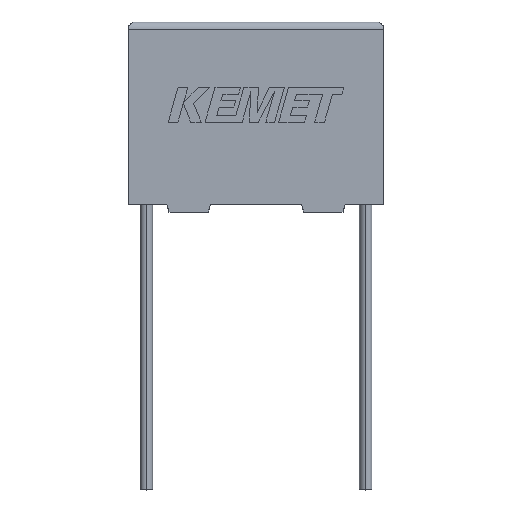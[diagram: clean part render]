
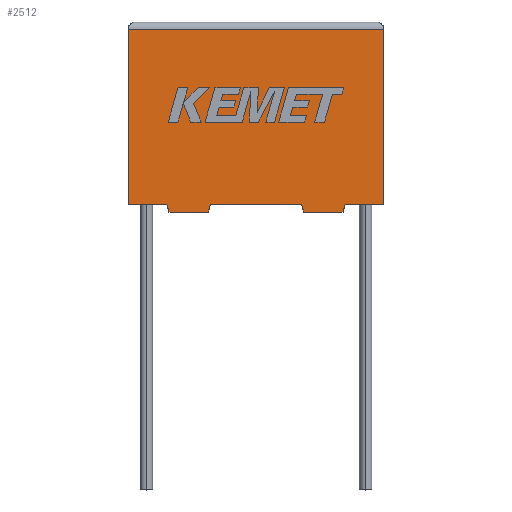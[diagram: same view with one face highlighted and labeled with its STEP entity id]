
A CAD part, top view. The second image highlights one B-rep face of the part: STEP entity #2512.
In plain terms, the highlighted planar face has unit normal (0, 0, 1).
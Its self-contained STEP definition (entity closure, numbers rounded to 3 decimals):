
#3 = VECTOR ( 'NONE', #2078, 1000. ) ;
#53 = LINE ( 'NONE', #2671, #1386 ) ;
#68 = CARTESIAN_POINT ( 'NONE',  ( 5.478, -0.5, 7. ) ) ;
#74 = DIRECTION ( 'NONE',  ( 0.287, 0.958, 0. ) ) ;
#77 = DIRECTION ( 'NONE',  ( 0., 1., 0. ) ) ;
#99 = VECTOR ( 'NONE', #3222, 1000. ) ;
#122 = CARTESIAN_POINT ( 'NONE',  ( 12.023, -0.5, 7. ) ) ;
#123 = VERTEX_POINT ( 'NONE', #2044 ) ;
#129 = EDGE_CURVE ( 'NONE', #2717, #3137, #2483, .T. ) ;
#180 = CARTESIAN_POINT ( 'NONE',  ( 0., 12., 7. ) ) ;
#183 = CARTESIAN_POINT ( 'NONE',  ( 0., 0., 7. ) ) ;
#191 = CARTESIAN_POINT ( 'NONE',  ( 0., 0., 7. ) ) ;
#207 = ORIENTED_EDGE ( 'NONE', *, *, #981, .F. ) ;
#217 = LINE ( 'NONE', #2126, #2704 ) ;
#255 = LINE ( 'NONE', #1812, #1917 ) ;
#283 = VECTOR ( 'NONE', #778, 1000. ) ;
#305 = EDGE_LOOP ( 'NONE', ( #1790, #755, #2360, #1000, #2758, #2565, #2925, #2011, #207, #2529, #2275, #2409 ) ) ;
#348 = DIRECTION ( 'NONE',  ( -0.287, -0.958, 0. ) ) ;
#411 = EDGE_CURVE ( 'NONE', #3137, #791, #1203, .T. ) ;
#453 = DIRECTION ( 'NONE',  ( 0., 0., -1. ) ) ;
#479 = VERTEX_POINT ( 'NONE', #2792 ) ;
#565 = VERTEX_POINT ( 'NONE', #1764 ) ;
#610 = VECTOR ( 'NONE', #77, 1000. ) ;
#620 = EDGE_CURVE ( 'NONE', #565, #2944, #2469, .T. ) ;
#644 = LINE ( 'NONE', #191, #1823 ) ;
#693 = DIRECTION ( 'NONE',  ( -1., 0., 0. ) ) ;
#722 = VERTEX_POINT ( 'NONE', #1796 ) ;
#731 = EDGE_CURVE ( 'NONE', #2928, #123, #255, .T. ) ;
#755 = ORIENTED_EDGE ( 'NONE', *, *, #1401, .T. ) ;
#778 = DIRECTION ( 'NONE',  ( 1., 0., 0. ) ) ;
#791 = VERTEX_POINT ( 'NONE', #2861 ) ;
#808 = CARTESIAN_POINT ( 'NONE',  ( 14.85, 0., 7. ) ) ;
#902 = LINE ( 'NONE', #2906, #3 ) ;
#946 = DIRECTION ( 'NONE',  ( 0., -1., 0. ) ) ;
#981 = EDGE_CURVE ( 'NONE', #1411, #1768, #217, .T. ) ;
#1000 = ORIENTED_EDGE ( 'NONE', *, *, #1017, .T. ) ;
#1017 = EDGE_CURVE ( 'NONE', #722, #2717, #644, .T. ) ;
#1045 = EDGE_CURVE ( 'NONE', #123, #1411, #1262, .T. ) ;
#1063 = DIRECTION ( 'NONE',  ( 0.287, -0.958, 0. ) ) ;
#1088 = CARTESIAN_POINT ( 'NONE',  ( 2.65, 0., 7. ) ) ;
#1095 = CARTESIAN_POINT ( 'NONE',  ( 11.873, 0., 7. ) ) ;
#1128 = CARTESIAN_POINT ( 'NONE',  ( 14.7, -0.5, 7. ) ) ;
#1169 = CARTESIAN_POINT ( 'NONE',  ( 2.65, 0., 7. ) ) ;
#1203 = LINE ( 'NONE', #1470, #99 ) ;
#1262 = LINE ( 'NONE', #1128, #2107 ) ;
#1287 = EDGE_CURVE ( 'NONE', #2928, #565, #2252, .T. ) ;
#1317 = CARTESIAN_POINT ( 'NONE',  ( 0., 0., 7. ) ) ;
#1334 = DIRECTION ( 'NONE',  ( 1., 0., 0. ) ) ;
#1386 = VECTOR ( 'NONE', #946, 1000. ) ;
#1401 = EDGE_CURVE ( 'NONE', #2944, #3244, #902, .T. ) ;
#1411 = VERTEX_POINT ( 'NONE', #122 ) ;
#1470 = CARTESIAN_POINT ( 'NONE',  ( 2.8, -0.5, 7. ) ) ;
#1593 = CARTESIAN_POINT ( 'NONE',  ( 0., 0., 7. ) ) ;
#1635 = DIRECTION ( 'NONE',  ( 1., 0., 0. ) ) ;
#1763 = EDGE_CURVE ( 'NONE', #791, #479, #2902, .T. ) ;
#1764 = CARTESIAN_POINT ( 'NONE',  ( 17.5, 0., 7. ) ) ;
#1768 = VERTEX_POINT ( 'NONE', #1095 ) ;
#1790 = ORIENTED_EDGE ( 'NONE', *, *, #620, .T. ) ;
#1796 = CARTESIAN_POINT ( 'NONE',  ( 0., 0., 7. ) ) ;
#1812 = CARTESIAN_POINT ( 'NONE',  ( 14.85, 0., 7. ) ) ;
#1823 = VECTOR ( 'NONE', #1334, 1000. ) ;
#1917 = VECTOR ( 'NONE', #348, 1000. ) ;
#2011 = ORIENTED_EDGE ( 'NONE', *, *, #2128, .T. ) ;
#2044 = CARTESIAN_POINT ( 'NONE',  ( 14.7, -0.5, 7. ) ) ;
#2078 = DIRECTION ( 'NONE',  ( -1., 0., 0. ) ) ;
#2107 = VECTOR ( 'NONE', #2441, 1000. ) ;
#2126 = CARTESIAN_POINT ( 'NONE',  ( 12.023, -0.5, 7. ) ) ;
#2128 = EDGE_CURVE ( 'NONE', #479, #1768, #2572, .T. ) ;
#2207 = AXIS2_PLACEMENT_3D ( 'NONE', #183, #453, #693 ) ;
#2252 = LINE ( 'NONE', #1317, #283 ) ;
#2257 = FACE_OUTER_BOUND ( 'NONE', #305, .T. ) ;
#2275 = ORIENTED_EDGE ( 'NONE', *, *, #731, .F. ) ;
#2360 = ORIENTED_EDGE ( 'NONE', *, *, #2394, .T. ) ;
#2368 = DIRECTION ( 'NONE',  ( -0.287, 0.958, 0. ) ) ;
#2394 = EDGE_CURVE ( 'NONE', #3244, #722, #53, .T. ) ;
#2409 = ORIENTED_EDGE ( 'NONE', *, *, #1287, .T. ) ;
#2441 = DIRECTION ( 'NONE',  ( -1., 0., 0. ) ) ;
#2469 = LINE ( 'NONE', #2847, #610 ) ;
#2477 = CARTESIAN_POINT ( 'NONE',  ( 17.5, 12., 7. ) ) ;
#2483 = LINE ( 'NONE', #1088, #3212 ) ;
#2512 = ADVANCED_FACE ( 'NONE', ( #2257 ), #2654, .F. ) ;
#2529 = ORIENTED_EDGE ( 'NONE', *, *, #1045, .F. ) ;
#2559 = VECTOR ( 'NONE', #74, 1000. ) ;
#2565 = ORIENTED_EDGE ( 'NONE', *, *, #411, .T. ) ;
#2572 = LINE ( 'NONE', #1593, #3100 ) ;
#2610 = CARTESIAN_POINT ( 'NONE',  ( 2.8, -0.5, 7. ) ) ;
#2654 = PLANE ( 'NONE',  #2207 ) ;
#2671 = CARTESIAN_POINT ( 'NONE',  ( 0., 0., 7. ) ) ;
#2704 = VECTOR ( 'NONE', #2368, 1000. ) ;
#2717 = VERTEX_POINT ( 'NONE', #1169 ) ;
#2758 = ORIENTED_EDGE ( 'NONE', *, *, #129, .T. ) ;
#2792 = CARTESIAN_POINT ( 'NONE',  ( 5.628, 0., 7. ) ) ;
#2847 = CARTESIAN_POINT ( 'NONE',  ( 17.5, 0., 7. ) ) ;
#2861 = CARTESIAN_POINT ( 'NONE',  ( 5.478, -0.5, 7. ) ) ;
#2902 = LINE ( 'NONE', #68, #2559 ) ;
#2906 = CARTESIAN_POINT ( 'NONE',  ( 0., 12., 7. ) ) ;
#2925 = ORIENTED_EDGE ( 'NONE', *, *, #1763, .T. ) ;
#2928 = VERTEX_POINT ( 'NONE', #808 ) ;
#2944 = VERTEX_POINT ( 'NONE', #2477 ) ;
#3100 = VECTOR ( 'NONE', #1635, 1000. ) ;
#3137 = VERTEX_POINT ( 'NONE', #2610 ) ;
#3212 = VECTOR ( 'NONE', #1063, 1000. ) ;
#3222 = DIRECTION ( 'NONE',  ( 1., 0., 0. ) ) ;
#3244 = VERTEX_POINT ( 'NONE', #180 ) ;
